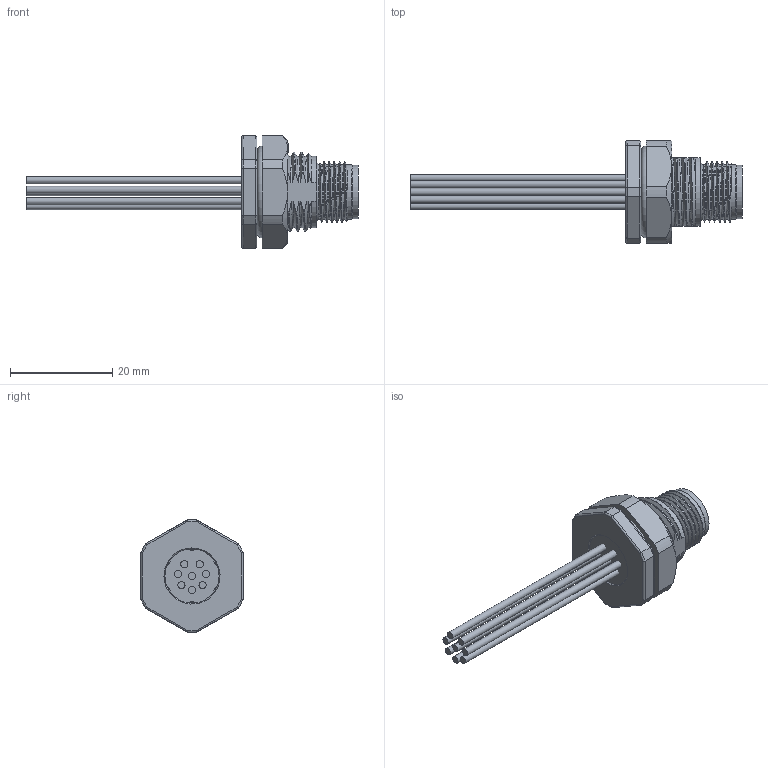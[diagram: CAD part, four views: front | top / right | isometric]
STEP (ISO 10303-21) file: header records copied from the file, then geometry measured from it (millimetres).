
FILE_DESCRIPTION(/* description */ ('Unknown'),/* implementation_level */ '2;1');
FILE_NAME(/* name */ '643411100408',/* time_stamp */ '2024-12-05T11:29:55+01:00',/* author */ ('Unknown'),/* organization */ ('Unknown'),/* preprocessor_version */ 'ST-DEVELOPER v19.4',/* originating_system */ 'Solid Edge',/* authorisation */ 'Unknown');
FILE_SCHEMA (('AUTOMOTIVE_DESIGN {1 0 10303 214 3 1 1}'));
Length unit declared in the file: millimetre
Products named in the file (15): 6434111004xx_With Cable; 643411100408; 6434111004xx_Housing; 643411100408_Pin; 6434111004xx_Resin; 6434x01004xx_Seal_outer; 643xx01004xx_Nut; 6434111004xx_Pin; Wire 24AWG Blue; Wire 24AWG Red; Wire 24AWG Green; Wire 24AWG White; Wire 24AWG Brown; Wire 24AWG Pink; Wire 24AWG Yellow
Assembly tree (21 placements, depth 2):
  6434111004xx_With Cable
    643411100408
    6434111004xx_Housing
    643411100408_Pin  x7
    6434111004xx_Resin
    6434x01004xx_Seal_outer
    643xx01004xx_Nut
    6434111004xx_Pin
    Wire 24AWG Blue
    Wire 24AWG Red
    Wire 24AWG Green
    Wire 24AWG White  x2
    Wire 24AWG Brown
    Wire 24AWG Pink
    Wire 24AWG Yellow
Bounding box: 65.05 x 20 x 22 mm (x, y, z)
Volume: 4696.2 mm3; surface area: 7808.4 mm2
Topology: 21 solids, 21 shells, 750 faces, 1836 edges, 1180 vertices
Faces by surface type: plane 398, cylinder 221, cone 66, torus 33, bspline 32
Full cylindrical faces by diameter (mm): 0.61 x8, 0.8 x14, 1 x9, 1.1 x8, 1.28 x8, 1.3 x15, 1.4 x23, 1.42 x8, 1.5 x2, 1.6 x1, 1.64 x8, 8.32 x1, 9.34 x1, 9.44 x1, 9.5 x2, 10.45 x1, 10.76 x6, 16 x3
Entity records: 24478 total; most frequent: CARTESIAN_POINT 10301, ORIENTED_EDGE 2752, DIRECTION 2685, EDGE_CURVE 1376, VERTEX_POINT 950, LINE 913, VECTOR 913, AXIS2_PLACEMENT_3D 886
